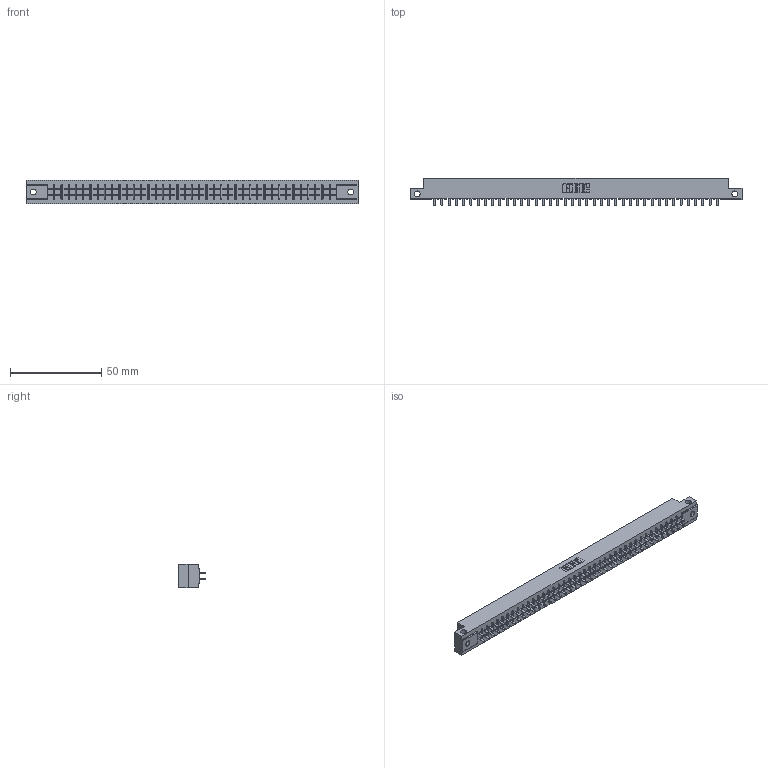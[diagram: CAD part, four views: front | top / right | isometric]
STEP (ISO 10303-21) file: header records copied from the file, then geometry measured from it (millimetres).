
FILE_DESCRIPTION (( 'STEP AP203' ), '1' );
FILE_NAME ('305-080-521-212.STEP', '2020-09-20T01:01:30', ( '' ), ( '' ), 'SwSTEP 2.0', 'SolidWorks 2020', '' );
FILE_SCHEMA (( 'CONFIG_CONTROL_DESIGN' ));
Length unit declared in the file: inch
Products named in the file (3): 305 Part_.128 Dia; 305-290-001_521; 305-080-521-212
Assembly tree (81 placements, depth 2):
  305-080-521-212
    305 Part_.128 Dia
    305-290-001_521  x80
Bounding box: 181.51 x 14.86 x 12.7 mm (x, y, z)
Volume: 18641.4 mm3; surface area: 23383.8 mm2
Topology: 81 solids, 81 shells, 3808 faces, 10872 edges, 7028 vertices
Faces by surface type: plane 2228, cylinder 1420, sphere 160
Entity records: 43839 total; most frequent: CARTESIAN_POINT 7302, ORIENTED_EDGE 7204, DIRECTION 7004, EDGE_CURVE 3602, VECTOR 2896, LINE 2896, VERTEX_POINT 2288, AXIS2_PLACEMENT_3D 2054
